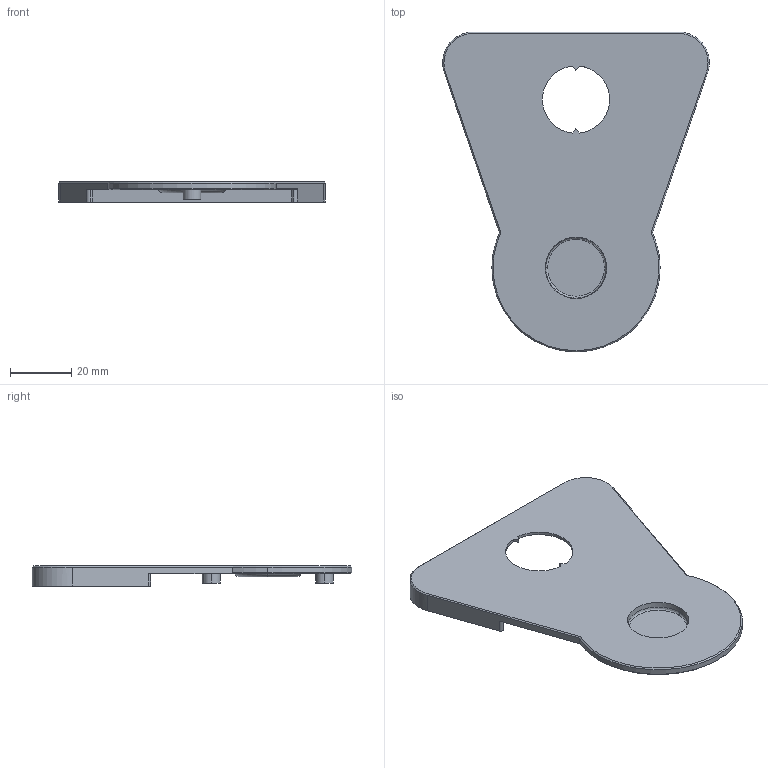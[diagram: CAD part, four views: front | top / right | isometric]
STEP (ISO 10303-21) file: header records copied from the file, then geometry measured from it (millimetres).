
FILE_DESCRIPTION (( 'STEP AP203' ), '1' );
FILE_NAME ('Leva.STEP', '2022-01-19T13:08:52', ( '' ), ( '' ), 'SwSTEP 2.0', 'SolidWorks 2016', '' );
FILE_SCHEMA (( 'CONFIG_CONTROL_DESIGN' ));
Length unit declared in the file: millimetre
Products named in the file (1): Leva
Bounding box: 87.14 x 104.57 x 6.6 mm (x, y, z)
Volume: 12860.9 mm3; surface area: 14951.1 mm2
Topology: 1 solids, 1 shells, 78 faces, 187 edges, 119 vertices
Faces by surface type: cylinder 31, plane 28, cone 15, bspline 2, torus 2
Entity records: 2840 total; most frequent: CARTESIAN_POINT 898, DIRECTION 414, ORIENTED_EDGE 374, EDGE_CURVE 187, AXIS2_PLACEMENT_3D 161, VERTEX_POINT 119, LINE 92, VECTOR 92
